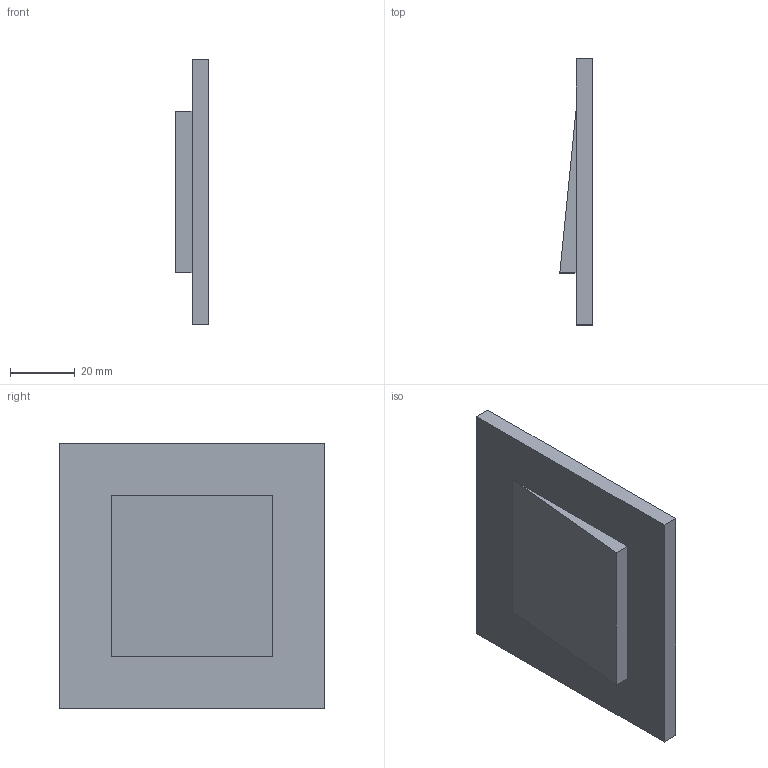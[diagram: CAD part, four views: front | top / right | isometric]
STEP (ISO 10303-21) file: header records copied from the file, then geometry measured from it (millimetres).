
FILE_DESCRIPTION (( 'STEP AP203' ), '1' );
FILE_NAME ('Interrupteur v3_Default_sldprt.STEP', '2017-11-16T18:06:32', ( '' ), ( '' ), 'SwSTEP 2.0', 'SolidWorks 2013', '' );
FILE_SCHEMA (( 'CONFIG_CONTROL_DESIGN' ));
Length unit declared in the file: millimetre
Products named in the file (1): Interrupteur v3_Default_sldprt
Bounding box: 10 x 82 x 82 mm (x, y, z)
Volume: 39870 mm3; surface area: 15600.5 mm2
Topology: 1 solids, 1 shells, 10 faces, 21 edges, 14 vertices
Faces by surface type: plane 10
Entity records: 342 total; most frequent: CARTESIAN_POINT 46, DIRECTION 43, ORIENTED_EDGE 42, VECTOR 21, LINE 21, EDGE_CURVE 21, VERTEX_POINT 14, AXIS2_PLACEMENT_3D 11
